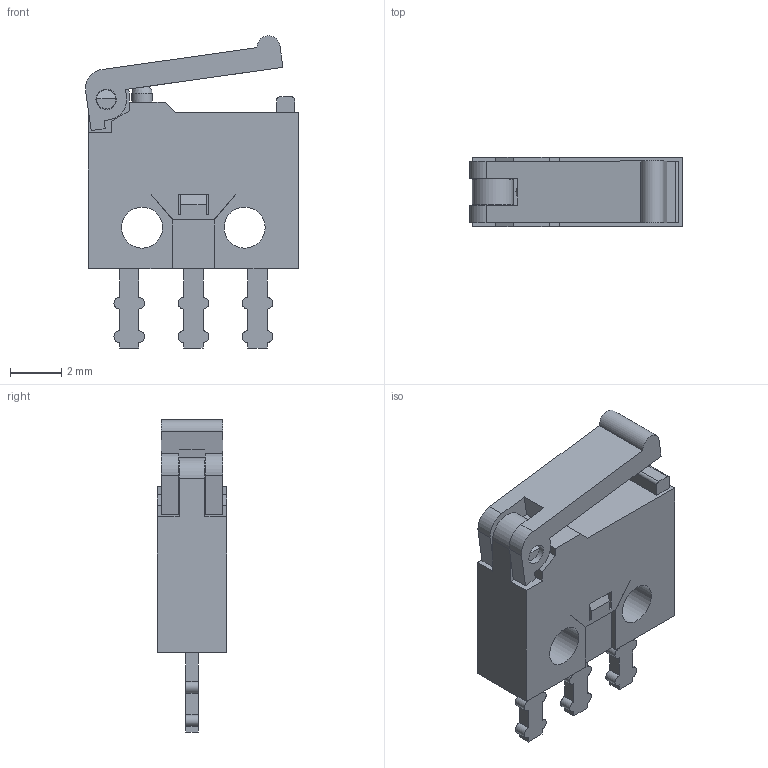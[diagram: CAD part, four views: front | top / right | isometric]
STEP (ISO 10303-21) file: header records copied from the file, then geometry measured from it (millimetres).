
FILE_DESCRIPTION((' '),'2;1');
FILE_NAME('TS0101F020P.stp','2017-07-19T15:20:42',(' '),(' '),' ','ACIS',' ');
FILE_SCHEMA(('CONFIG_CONTROL_DESIGN'));
Length unit declared in the file: inch
Products named in the file (1): TS0101F020P.stp
Bounding box: 8.31 x 2.7 x 12.18 mm (x, y, z)
Volume: 147.8 mm3; surface area: 309.8 mm2
Topology: 1 solids, 1 shells, 138 faces, 378 edges, 251 vertices
Faces by surface type: plane 110, cylinder 27, bspline 1
Full cylindrical faces by diameter (mm): 0.74 x2, 0.8 x3, 1.6 x2
Entity records: 4459 total; most frequent: CARTESIAN_POINT 830, ORIENTED_EDGE 734, DIRECTION 697, EDGE_CURVE 367, VECTOR 307, LINE 307, VERTEX_POINT 248, AXIS2_PLACEMENT_3D 195
